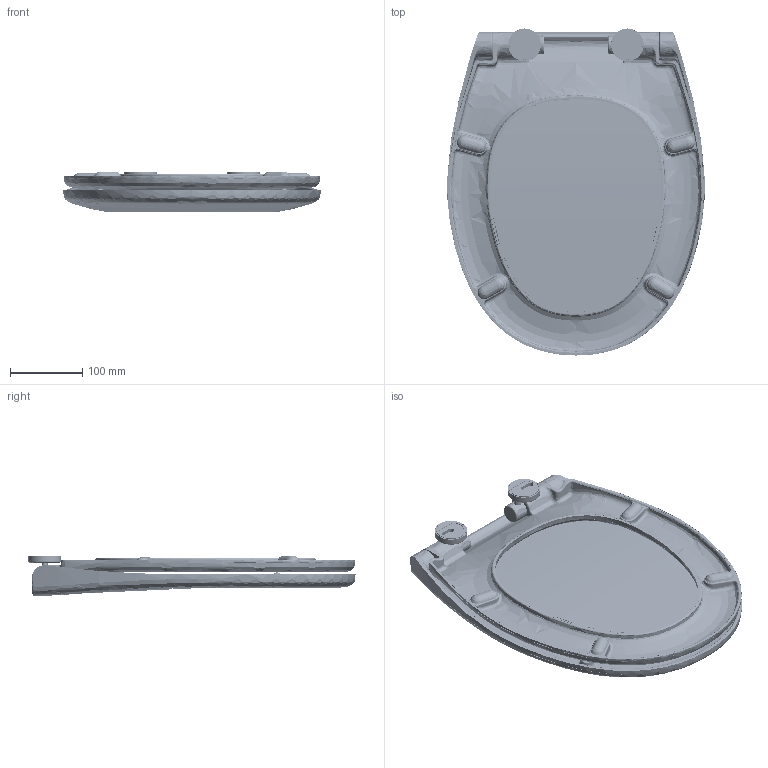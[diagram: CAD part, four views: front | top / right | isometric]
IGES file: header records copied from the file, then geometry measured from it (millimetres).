
Global section: file name: 84-XXX-XXX_R02 Universal 1.igs; native system: NX V10.0; preprocessor: SIEMENS PLM Software NX 10.0; date: 20180905.104411; units: millimetre
Bounding box: 356.11 x 452.85 x 56.64 mm (x, y, z)
Surface area: 607942.4 mm2 (no closed solid volume)
Topology: 0 solids, 0 shells, 2186 faces, 15716 edges, 15676 vertices
Faces by surface type: bspline 2118, offset 66, extrusion 2
